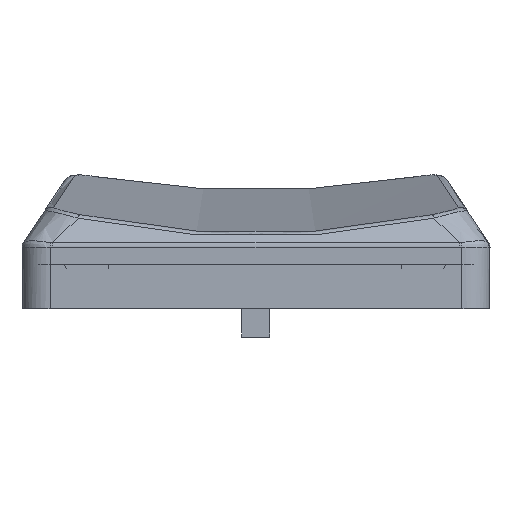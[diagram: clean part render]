
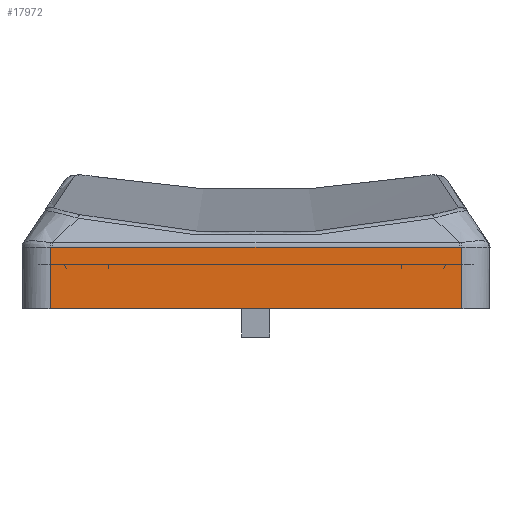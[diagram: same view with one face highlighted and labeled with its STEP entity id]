
A CAD part, front view. The second image highlights one B-rep face of the part: STEP entity #17972.
In plain terms, the highlighted planar face has unit normal (0, -1, 0).
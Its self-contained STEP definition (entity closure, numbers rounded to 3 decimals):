
#496=B_SPLINE_CURVE_WITH_KNOTS('',3,(#37500,#37501,#37502,#37503),
 .UNSPECIFIED.,.F.,.F.,(4,4),(-0.008,0.),.UNSPECIFIED.);
#1325=ELLIPSE('',#19388,1.121,0.663);
#2388=FACE_OUTER_BOUND('',#3496,.T.);
#3496=EDGE_LOOP('',(#16171,#16172,#16173,#16174,#16175,#16176));
#5228=LINE('',#36896,#6956);
#5243=LINE('',#37449,#6971);
#5244=LINE('',#37495,#6972);
#5245=LINE('',#37499,#6973);
#6956=VECTOR('',#23786,10.);
#6971=VECTOR('',#23853,10.);
#6972=VECTOR('',#23856,10.);
#6973=VECTOR('',#23859,10.);
#8558=VERTEX_POINT('',#36882);
#8564=VERTEX_POINT('',#36894);
#8598=VERTEX_POINT('',#37448);
#8599=VERTEX_POINT('',#37494);
#8600=VERTEX_POINT('',#37496);
#8601=VERTEX_POINT('',#37498);
#11088=EDGE_CURVE('',#8564,#8558,#5228,.F.);
#11139=EDGE_CURVE('',#8558,#8598,#5243,.T.);
#11141=EDGE_CURVE('',#8599,#8564,#5244,.T.);
#11142=EDGE_CURVE('',#8600,#8599,#1325,.T.);
#11143=EDGE_CURVE('',#8601,#8600,#5245,.T.);
#11144=EDGE_CURVE('',#8598,#8601,#496,.T.);
#16171=ORIENTED_EDGE('',*,*,#11141,.F.);
#16172=ORIENTED_EDGE('',*,*,#11142,.F.);
#16173=ORIENTED_EDGE('',*,*,#11143,.F.);
#16174=ORIENTED_EDGE('',*,*,#11144,.F.);
#16175=ORIENTED_EDGE('',*,*,#11139,.F.);
#16176=ORIENTED_EDGE('',*,*,#11088,.F.);
#16949=PLANE('',#19387);
#17972=ADVANCED_FACE('',(#2388),#16949,.T.);
#19387=AXIS2_PLACEMENT_3D('',#37493,#23854,#23855);
#19388=AXIS2_PLACEMENT_3D('',#37497,#23857,#23858);
#23786=DIRECTION('',(1.,0.,0.));
#23853=DIRECTION('',(0.,0.,1.));
#23854=DIRECTION('center_axis',(0.,-1.,0.));
#23855=DIRECTION('ref_axis',(1.,0.,0.));
#23856=DIRECTION('',(0.,0.,-1.));
#23857=DIRECTION('center_axis',(0.,1.,0.));
#23858=DIRECTION('ref_axis',(-0.817,0.,0.577));
#23859=DIRECTION('',(1.,0.,0.));
#36882=CARTESIAN_POINT('',(-7.242,-93.232,-0.86));
#36894=CARTESIAN_POINT('',(7.258,-93.232,-0.86));
#36896=CARTESIAN_POINT('',(-2.592,-93.232,-0.86));
#37448=CARTESIAN_POINT('',(-7.242,-93.232,1.306));
#37449=CARTESIAN_POINT('',(-7.242,-93.232,1.402));
#37493=CARTESIAN_POINT('Origin',(0.008,-93.232,
1.402));
#37494=CARTESIAN_POINT('',(7.258,-93.232,1.306));
#37495=CARTESIAN_POINT('',(7.258,-93.232,1.402));
#37496=CARTESIAN_POINT('',(7.177,-93.232,1.309));
#37497=CARTESIAN_POINT('Origin',(7.633,-93.232,0.466));
#37498=CARTESIAN_POINT('',(-7.161,-93.232,1.309));
#37499=CARTESIAN_POINT('',(-2.37,-93.232,1.309));
#37500=CARTESIAN_POINT('Ctrl Pts',(-7.242,-93.232,
1.306));
#37501=CARTESIAN_POINT('Ctrl Pts',(-7.215,-93.232,
1.308));
#37502=CARTESIAN_POINT('Ctrl Pts',(-7.188,-93.232,
1.309));
#37503=CARTESIAN_POINT('Ctrl Pts',(-7.161,-93.232,
1.309));
